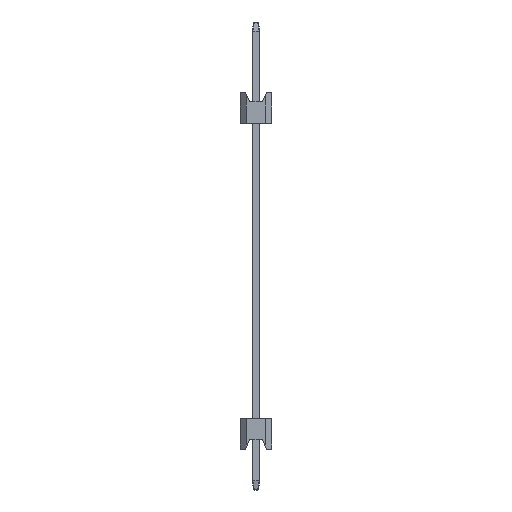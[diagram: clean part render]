
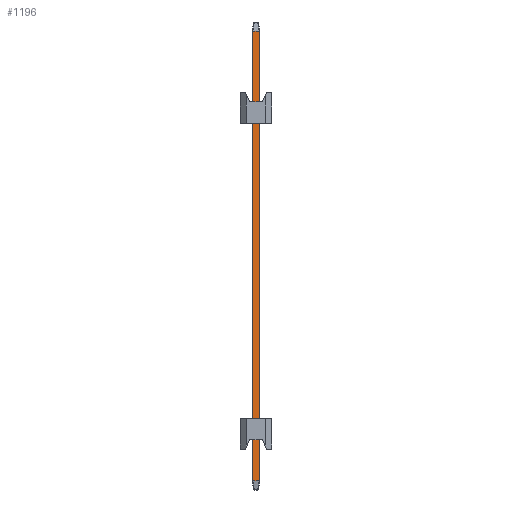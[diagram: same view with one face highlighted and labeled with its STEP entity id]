
A CAD part, left-side view. The second image highlights one B-rep face of the part: STEP entity #1196.
In plain terms, the highlighted planar face has unit normal (-1, 0, 0).
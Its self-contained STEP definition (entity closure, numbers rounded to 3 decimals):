
#126=FACE_OUTER_BOUND('',#190,.T.);
#190=EDGE_LOOP('',(#935,#936,#937,#938,#939,#940,#941,#942));
#241=LINE('',#1743,#397);
#250=LINE('',#1761,#406);
#280=LINE('',#1816,#436);
#293=LINE('',#1843,#449);
#296=LINE('',#1849,#452);
#299=LINE('',#1855,#455);
#315=LINE('',#1882,#471);
#316=LINE('',#1884,#472);
#397=VECTOR('',#1407,10.);
#406=VECTOR('',#1420,10.);
#436=VECTOR('',#1470,10.);
#449=VECTOR('',#1491,10.);
#452=VECTOR('',#1496,10.);
#455=VECTOR('',#1501,10.);
#471=VECTOR('',#1535,10.);
#472=VECTOR('',#1538,10.);
#551=VERTEX_POINT('',#1741);
#552=VERTEX_POINT('',#1742);
#559=VERTEX_POINT('',#1759);
#573=VERTEX_POINT('',#1811);
#581=VERTEX_POINT('',#1835);
#584=VERTEX_POINT('',#1841);
#586=VERTEX_POINT('',#1847);
#588=VERTEX_POINT('',#1853);
#649=EDGE_CURVE('',#551,#552,#241,.T.);
#658=EDGE_CURVE('',#559,#551,#250,.T.);
#688=EDGE_CURVE('',#552,#573,#280,.T.);
#701=EDGE_CURVE('',#584,#581,#293,.T.);
#704=EDGE_CURVE('',#586,#584,#296,.T.);
#707=EDGE_CURVE('',#588,#586,#299,.T.);
#723=EDGE_CURVE('',#581,#559,#315,.T.);
#724=EDGE_CURVE('',#573,#588,#316,.T.);
#935=ORIENTED_EDGE('',*,*,#688,.F.);
#936=ORIENTED_EDGE('',*,*,#649,.F.);
#937=ORIENTED_EDGE('',*,*,#658,.F.);
#938=ORIENTED_EDGE('',*,*,#723,.F.);
#939=ORIENTED_EDGE('',*,*,#701,.F.);
#940=ORIENTED_EDGE('',*,*,#704,.F.);
#941=ORIENTED_EDGE('',*,*,#707,.F.);
#942=ORIENTED_EDGE('',*,*,#724,.F.);
#1132=PLANE('',#1323);
#1196=ADVANCED_FACE('',(#126),#1132,.T.);
#1323=AXIS2_PLACEMENT_3D('',#1883,#1536,#1537);
#1407=DIRECTION('',(0.,0.,-1.));
#1420=DIRECTION('',(0.,-0.371,-0.928));
#1470=DIRECTION('',(0.,0.371,-0.928));
#1491=DIRECTION('',(0.,-0.371,0.928));
#1496=DIRECTION('',(0.,0.,1.));
#1501=DIRECTION('',(0.,0.371,0.928));
#1535=DIRECTION('',(0.,-1.,0.));
#1536=DIRECTION('center_axis',(-1.,0.,0.));
#1537=DIRECTION('ref_axis',(0.,-1.,0.));
#1538=DIRECTION('',(0.,1.,0.));
#1741=CARTESIAN_POINT('',(-0.32,-0.27,33.748));
#1742=CARTESIAN_POINT('',(-0.32,-0.27,-2.548));
#1743=CARTESIAN_POINT('',(-0.32,-0.27,0.));
#1759=CARTESIAN_POINT('',(-0.32,-0.269,33.75));
#1761=CARTESIAN_POINT('',(-0.32,-5.973,19.491));
#1811=CARTESIAN_POINT('',(-0.32,-0.269,-2.55));
#1816=CARTESIAN_POINT('',(-0.32,-0.593,-1.739));
#1835=CARTESIAN_POINT('',(-0.32,0.269,33.75));
#1841=CARTESIAN_POINT('',(-0.32,0.27,33.748));
#1843=CARTESIAN_POINT('',(-0.32,6.017,19.381));
#1847=CARTESIAN_POINT('',(-0.32,0.27,-2.548));
#1849=CARTESIAN_POINT('',(-0.32,0.27,0.));
#1853=CARTESIAN_POINT('',(-0.32,0.269,-2.55));
#1855=CARTESIAN_POINT('',(-0.32,0.637,-1.629));
#1882=CARTESIAN_POINT('',(-0.32,0.16,33.75));
#1883=CARTESIAN_POINT('Origin',(-0.32,0.32,0.));
#1884=CARTESIAN_POINT('',(-0.32,0.16,-2.55));
